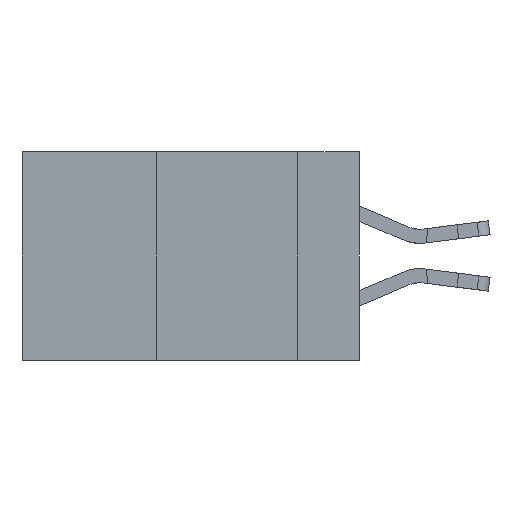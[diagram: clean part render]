
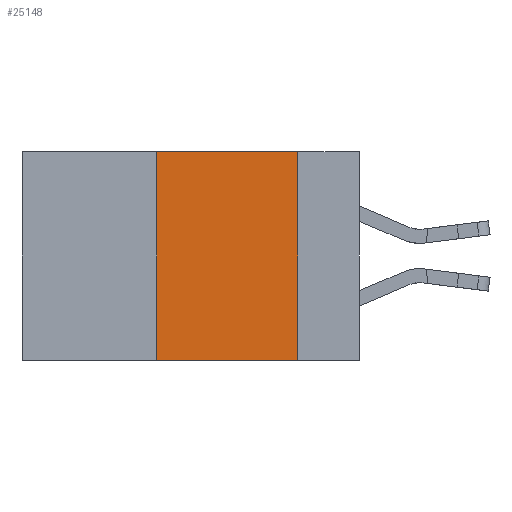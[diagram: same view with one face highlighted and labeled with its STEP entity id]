
A CAD part, left-side view. The second image highlights one B-rep face of the part: STEP entity #25148.
In plain terms, the highlighted planar face has unit normal (-1, 0, 0).
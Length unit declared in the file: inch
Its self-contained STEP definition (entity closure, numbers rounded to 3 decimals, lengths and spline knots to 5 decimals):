
#513 = VERTEX_POINT ( 'NONE', #27296 ) ;
#969 = DIRECTION ( 'NONE',  ( 0., 0., 1. ) ) ;
#1241 = CARTESIAN_POINT ( 'NONE',  ( 0., 0.6, 0. ) ) ;
#3405 = VECTOR ( 'NONE', #15556, 39.37008 ) ;
#3925 = EDGE_CURVE ( 'NONE', #513, #14226, #28670, .T. ) ;
#4423 = LINE ( 'NONE', #20139, #29178 ) ;
#4743 = LINE ( 'NONE', #12806, #3405 ) ;
#6382 = CARTESIAN_POINT ( 'NONE',  ( 0., 0.11, 0. ) ) ;
#7015 = ORIENTED_EDGE ( 'NONE', *, *, #3925, .T. ) ;
#9010 = CARTESIAN_POINT ( 'NONE',  ( 0., 0.11, -0.37 ) ) ;
#9514 = DIRECTION ( 'NONE',  ( 0., -1., 0. ) ) ;
#10412 = ORIENTED_EDGE ( 'NONE', *, *, #28601, .F. ) ;
#11273 = EDGE_CURVE ( 'NONE', #23320, #14226, #4743, .T. ) ;
#12806 = CARTESIAN_POINT ( 'NONE',  ( 0., 0.11, 0. ) ) ;
#14226 = VERTEX_POINT ( 'NONE', #9010 ) ;
#14285 = LINE ( 'NONE', #32374, #16406 ) ;
#14393 = EDGE_CURVE ( 'NONE', #513, #24824, #4423, .T. ) ;
#15556 = DIRECTION ( 'NONE',  ( 0., 0., -1. ) ) ;
#16406 = VECTOR ( 'NONE', #29467, 39.37008 ) ;
#16491 = CARTESIAN_POINT ( 'NONE',  ( 0., 0.36, 0. ) ) ;
#19585 = AXIS2_PLACEMENT_3D ( 'NONE', #1241, #34222, #25787 ) ;
#20139 = CARTESIAN_POINT ( 'NONE',  ( 0., 0.36, 0. ) ) ;
#22426 = FACE_OUTER_BOUND ( 'NONE', #27611, .T. ) ;
#22630 = VECTOR ( 'NONE', #9514, 39.37008 ) ;
#22928 = PLANE ( 'NONE',  #19585 ) ;
#23220 = CARTESIAN_POINT ( 'NONE',  ( 0., 0.6, -0.37 ) ) ;
#23320 = VERTEX_POINT ( 'NONE', #6382 ) ;
#24824 = VERTEX_POINT ( 'NONE', #16491 ) ;
#25148 = ADVANCED_FACE ( 'NONE', ( #22426 ), #22928, .F. ) ;
#25402 = ORIENTED_EDGE ( 'NONE', *, *, #14393, .F. ) ;
#25787 = DIRECTION ( 'NONE',  ( 0., 0., -1. ) ) ;
#27296 = CARTESIAN_POINT ( 'NONE',  ( 0., 0.36, -0.37 ) ) ;
#27611 = EDGE_LOOP ( 'NONE', ( #31209, #10412, #25402, #7015 ) ) ;
#28601 = EDGE_CURVE ( 'NONE', #24824, #23320, #14285, .T. ) ;
#28670 = LINE ( 'NONE', #23220, #22630 ) ;
#29178 = VECTOR ( 'NONE', #969, 39.37008 ) ;
#29467 = DIRECTION ( 'NONE',  ( 0., -1., 0. ) ) ;
#31209 = ORIENTED_EDGE ( 'NONE', *, *, #11273, .F. ) ;
#32374 = CARTESIAN_POINT ( 'NONE',  ( 0., 0.6, 0. ) ) ;
#34222 = DIRECTION ( 'NONE',  ( 1., 0., 0. ) ) ;
